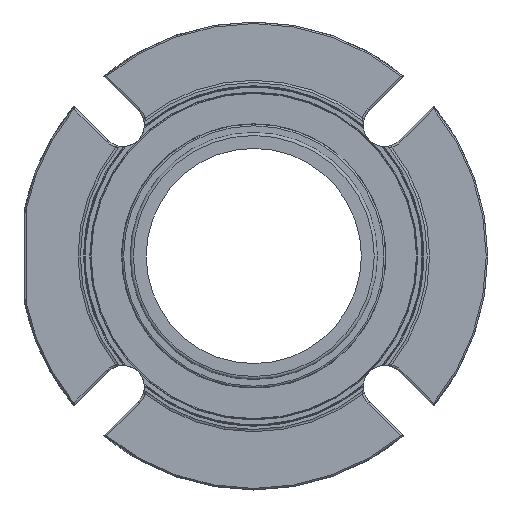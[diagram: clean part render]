
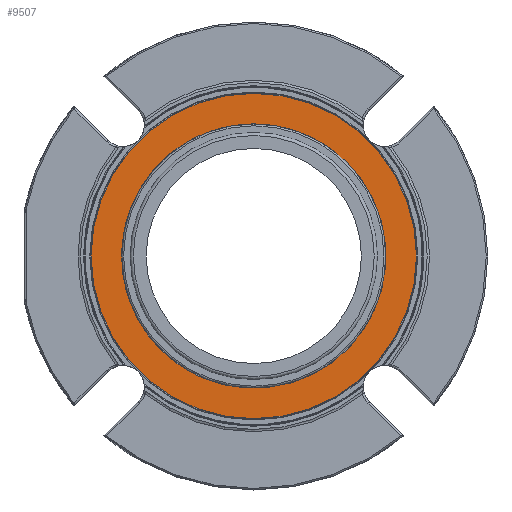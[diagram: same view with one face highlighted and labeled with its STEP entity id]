
A CAD part, left-side view. The second image highlights one B-rep face of the part: STEP entity #9507.
In plain terms, the highlighted planar face has unit normal (-1, 0, 0).
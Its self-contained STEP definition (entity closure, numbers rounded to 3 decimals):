
#1620=PLANE('',#10133);
#1954=ORIENTED_EDGE('',*,*,#4977,.T.);
#1955=ORIENTED_EDGE('',*,*,#4978,.T.);
#4977=EDGE_CURVE('',#6491,#6491,#7466,.T.);
#4978=EDGE_CURVE('',#6492,#6492,#7467,.F.);
#6491=VERTEX_POINT('',#13771);
#6492=VERTEX_POINT('',#13774);
#7466=CIRCLE('',#10132,79.375);
#7467=CIRCLE('',#10134,64.453);
#7989=EDGE_LOOP('',(#1954));
#7990=EDGE_LOOP('',(#1955));
#8668=FACE_BOUND('',#7989,.T.);
#8669=FACE_BOUND('',#7990,.T.);
#9507=ADVANCED_FACE('',(#8668,#8669),#1620,.T.);
#10132=AXIS2_PLACEMENT_3D('',#13770,#11194,#11195);
#10133=AXIS2_PLACEMENT_3D('',#13772,#11196,#11197);
#10134=AXIS2_PLACEMENT_3D('',#13773,#11198,#11199);
#11194=DIRECTION('',(-1.,0.,0.));
#11195=DIRECTION('',(0.,0.,1.));
#11196=DIRECTION('',(-1.,0.,0.));
#11197=DIRECTION('',(0.,0.,1.));
#11198=DIRECTION('',(-1.,0.,0.));
#11199=DIRECTION('',(0.,0.,1.));
#13770=CARTESIAN_POINT('',(-10.236,0.,0.));
#13771=CARTESIAN_POINT('',(-10.236,0.,79.375));
#13772=CARTESIAN_POINT('',(-10.236,0.,68.263));
#13773=CARTESIAN_POINT('',(-10.236,0.,0.));
#13774=CARTESIAN_POINT('',(-10.236,0.,64.453));
